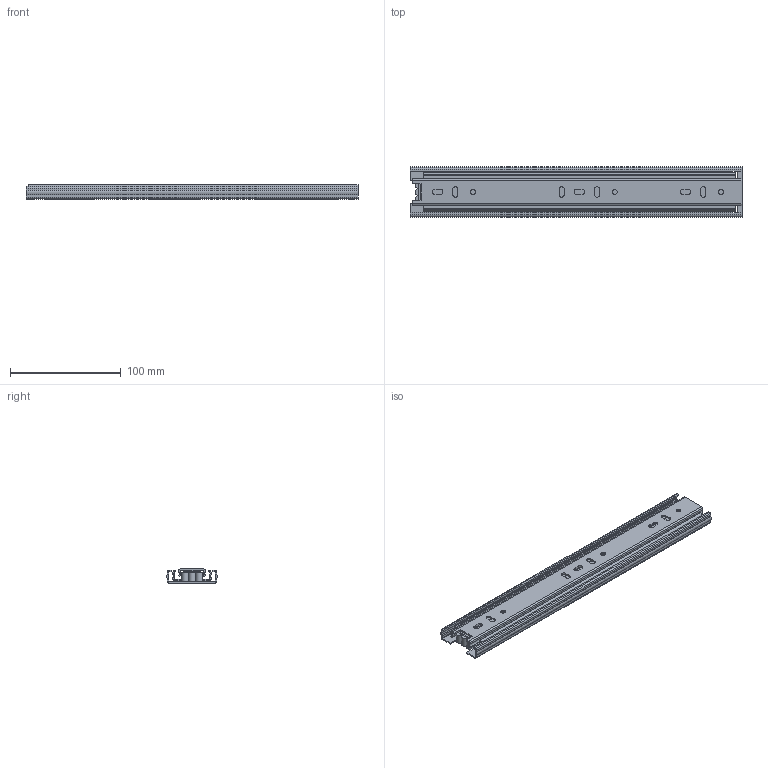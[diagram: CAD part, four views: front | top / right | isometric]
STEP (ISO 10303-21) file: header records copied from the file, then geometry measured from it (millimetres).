
FILE_DESCRIPTION (( 'STEP AP214' ), '1' );
FILE_NAME ('F000799-CLOSED_3D.step', '2022-06-06T12:50:43', ( '' ), ( '' ), 'SwSTEP 2.0', 'SolidWorks 2020', '' );
FILE_SCHEMA (( 'AUTOMOTIVE_DESIGN' ));
Length unit declared in the file: millimetre
Products named in the file (5): F000799-CLOSED_3D; Doraz; NB55-VNEJSI-300; NB55-STREDNI-300; NB55-VNITRNI-300
Assembly tree (4 placements, depth 2):
  F000799-CLOSED_3D
    NB55-VNEJSI-300
    NB55-VNITRNI-300
    NB55-STREDNI-300
    Doraz
Bounding box: 300 x 45.7 x 12.7 mm (x, y, z)
Volume: 56798.8 mm3; surface area: 93178.1 mm2
Topology: 4 solids, 4 shells, 278 faces, 810 edges, 540 vertices
Faces by surface type: plane 130, cylinder 84, bspline 64
Entity records: 9856 total; most frequent: CARTESIAN_POINT 2467, ORIENTED_EDGE 1620, DIRECTION 1292, EDGE_CURVE 810, VERTEX_POINT 540, LINE 514, VECTOR 514, AXIS2_PLACEMENT_3D 389
